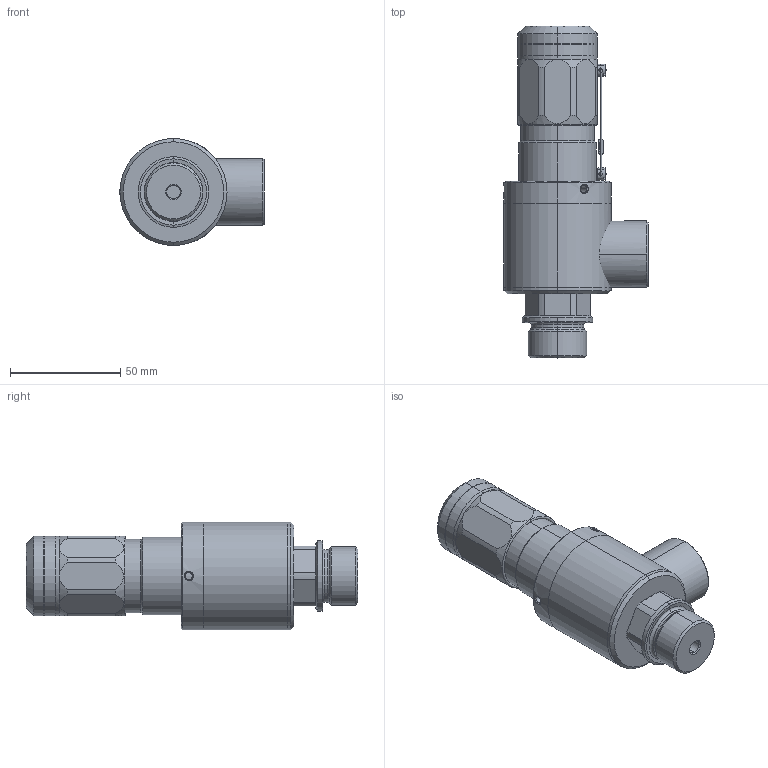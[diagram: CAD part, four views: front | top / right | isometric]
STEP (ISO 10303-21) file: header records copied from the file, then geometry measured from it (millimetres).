
FILE_DESCRIPTION (( 'STEP AP214' ), '1' );
FILE_NAME ('492tGO_10_MF_2020_MD_PAI.STEP', '2017-09-04T09:00:24', ( '' ), ( '' ), 'SwSTEP 2.0', 'SolidWorks 2016', '' );
FILE_SCHEMA (( 'AUTOMOTIVE_DESIGN' ));
Length unit declared in the file: millimetre
Products named in the file (1): 492tGO_10_MF_2020_MD_PAI
Bounding box: 65.25 x 150.25 x 48.5 mm (x, y, z)
Surface area: 33493 mm2 (no closed solid volume)
Topology: 0 solids, 14 shells, 222 faces, 587 edges, 374 vertices
Faces by surface type: cylinder 97, plane 63, cone 34, torus 14, sphere 8, bspline 6
Entity records: 13567 total; most frequent: CARTESIAN_POINT 5658, DIRECTION 1173, ORIENTED_EDGE 1058, EDGE_CURVE 587, AXIS2_PLACEMENT_3D 463, VERTEX_POINT 374, EDGE_LOOP 255, LINE 247
